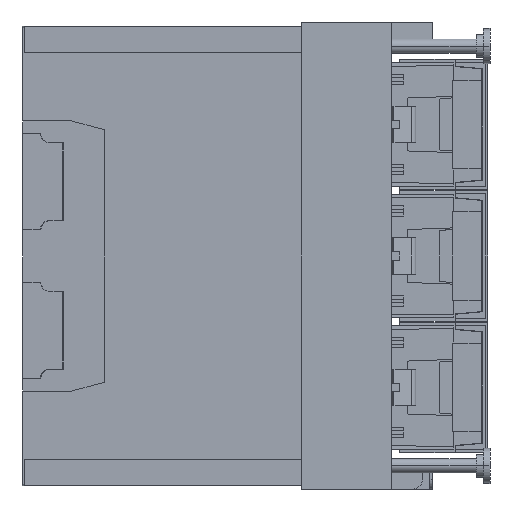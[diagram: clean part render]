
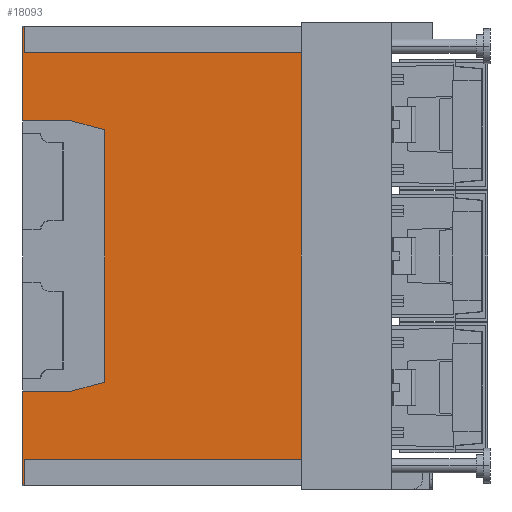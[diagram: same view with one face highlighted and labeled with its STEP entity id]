
A CAD part, left-side view. The second image highlights one B-rep face of the part: STEP entity #18093.
In plain terms, the highlighted face is planar.
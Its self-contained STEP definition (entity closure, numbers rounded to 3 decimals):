
#17685=CARTESIAN_POINT('Vertex',(-115.25,129.022,0.4)) ;
#17720=CARTESIAN_POINT('Vertex',(-129.25,129.022,0.4)) ;
#17723=CARTESIAN_POINT('Line Origine',(-122.25,129.022,0.4)) ;
#17749=CARTESIAN_POINT('Vertex',(-115.25,-32.1,0.4)) ;
#17757=CARTESIAN_POINT('Line Origine',(-115.25,48.461,0.4)) ;
#17992=CARTESIAN_POINT('Axis2P3D Location',(0.,128.9,0.4)) ;
#17997=CARTESIAN_POINT('Line Origine',(-76.5,42.4,0.4)) ;
#18001=CARTESIAN_POINT('Vertex',(-76.5,102.05,0.4)) ;
#18003=CARTESIAN_POINT('Vertex',(-76.5,129.9,0.4)) ;
#18007=CARTESIAN_POINT('Control Point',(-76.5,102.05,0.4)) ;
#18008=CARTESIAN_POINT('Control Point',(-71.503,83.4,0.4)) ;
#18009=CARTESIAN_POINT('Vertex',(-71.503,83.4,0.4)) ;
#18012=CARTESIAN_POINT('Line Origine',(0.,83.4,0.4)) ;
#18016=CARTESIAN_POINT('Vertex',(71.503,83.4,0.4)) ;
#18020=CARTESIAN_POINT('Control Point',(76.5,102.05,0.4)) ;
#18021=CARTESIAN_POINT('Control Point',(71.503,83.4,0.4)) ;
#18022=CARTESIAN_POINT('Vertex',(76.5,102.05,0.4)) ;
#18025=CARTESIAN_POINT('Line Origine',(76.5,42.4,0.4)) ;
#18029=CARTESIAN_POINT('Vertex',(76.5,129.9,0.4)) ;
#18032=CARTESIAN_POINT('Line Origine',(0.,129.9,0.4)) ;
#18036=CARTESIAN_POINT('Vertex',(129.25,129.9,0.4)) ;
#18039=CARTESIAN_POINT('Line Origine',(129.25,42.4,0.4)) ;
#18043=CARTESIAN_POINT('Vertex',(129.25,129.022,0.4)) ;
#18046=CARTESIAN_POINT('Line Origine',(0.,129.022,0.4)) ;
#18050=CARTESIAN_POINT('Vertex',(115.25,129.022,0.4)) ;
#18053=CARTESIAN_POINT('Line Origine',(115.25,42.4,0.4)) ;
#18057=CARTESIAN_POINT('Vertex',(115.25,-32.1,0.4)) ;
#18060=CARTESIAN_POINT('Line Origine',(0.,-32.1,0.4)) ;
#18065=CARTESIAN_POINT('Line Origine',(-129.25,42.4,0.4)) ;
#18069=CARTESIAN_POINT('Vertex',(-129.25,129.9,0.4)) ;
#18072=CARTESIAN_POINT('Line Origine',(0.,129.9,0.4)) ;
#17725=VECTOR('Line Direction',#17724,1.) ;
#17759=VECTOR('Line Direction',#17758,1.) ;
#17999=VECTOR('Line Direction',#17998,1.) ;
#18014=VECTOR('Line Direction',#18013,1.) ;
#18027=VECTOR('Line Direction',#18026,1.) ;
#18034=VECTOR('Line Direction',#18033,1.) ;
#18041=VECTOR('Line Direction',#18040,1.) ;
#18048=VECTOR('Line Direction',#18047,1.) ;
#18055=VECTOR('Line Direction',#18054,1.) ;
#18062=VECTOR('Line Direction',#18061,1.) ;
#18067=VECTOR('Line Direction',#18066,1.) ;
#18074=VECTOR('Line Direction',#18073,1.) ;
#17724=DIRECTION('Vector Direction',(-1.,0.,0.)) ;
#17758=DIRECTION('Vector Direction',(0.,1.,0.)) ;
#17993=DIRECTION('Axis2P3D Direction',(-0.,0.,1.)) ;
#17994=DIRECTION('Axis2P3D XDirection',(0.,-1.,0.)) ;
#17998=DIRECTION('Vector Direction',(0.,-1.,0.)) ;
#18013=DIRECTION('Vector Direction',(1.,0.,0.)) ;
#18026=DIRECTION('Vector Direction',(0.,-1.,0.)) ;
#18033=DIRECTION('Vector Direction',(1.,0.,0.)) ;
#18040=DIRECTION('Vector Direction',(0.,-1.,0.)) ;
#18047=DIRECTION('Vector Direction',(1.,0.,0.)) ;
#18054=DIRECTION('Vector Direction',(0.,-1.,0.)) ;
#18061=DIRECTION('Vector Direction',(1.,0.,0.)) ;
#18066=DIRECTION('Vector Direction',(0.,-1.,0.)) ;
#18073=DIRECTION('Vector Direction',(1.,0.,0.)) ;
#17995=AXIS2_PLACEMENT_3D('Plane Axis2P3D',#17992,#17993,#17994) ;
#17726=LINE('Line',#17723,#17725) ;
#17760=LINE('Line',#17757,#17759) ;
#18000=LINE('Line',#17997,#17999) ;
#18015=LINE('Line',#18012,#18014) ;
#18028=LINE('Line',#18025,#18027) ;
#18035=LINE('Line',#18032,#18034) ;
#18042=LINE('Line',#18039,#18041) ;
#18049=LINE('Line',#18046,#18048) ;
#18056=LINE('Line',#18053,#18055) ;
#18063=LINE('Line',#18060,#18062) ;
#18068=LINE('Line',#18065,#18067) ;
#18075=LINE('Line',#18072,#18074) ;
#17996=PLANE('',#17995) ;
#17727=EDGE_CURVE('',#17686,#17721,#17726,.T.) ;
#17761=EDGE_CURVE('',#17750,#17686,#17760,.T.) ;
#18005=EDGE_CURVE('',#18002,#18004,#18000,.F.) ;
#18011=EDGE_CURVE('',#18010,#18002,#18006,.F.) ;
#18018=EDGE_CURVE('',#18017,#18010,#18015,.F.) ;
#18024=EDGE_CURVE('',#18023,#18017,#18019,.T.) ;
#18031=EDGE_CURVE('',#18030,#18023,#18028,.T.) ;
#18038=EDGE_CURVE('',#18037,#18030,#18035,.F.) ;
#18045=EDGE_CURVE('',#18044,#18037,#18042,.F.) ;
#18052=EDGE_CURVE('',#18044,#18051,#18049,.F.) ;
#18059=EDGE_CURVE('',#18051,#18058,#18056,.T.) ;
#18064=EDGE_CURVE('',#17750,#18058,#18063,.T.) ;
#18071=EDGE_CURVE('',#18070,#17721,#18068,.T.) ;
#18076=EDGE_CURVE('',#18004,#18070,#18075,.F.) ;
#18078=ORIENTED_EDGE('',*,*,#18005,.F.) ;
#18079=ORIENTED_EDGE('',*,*,#18011,.F.) ;
#18080=ORIENTED_EDGE('',*,*,#18018,.F.) ;
#18081=ORIENTED_EDGE('',*,*,#18024,.F.) ;
#18082=ORIENTED_EDGE('',*,*,#18031,.F.) ;
#18083=ORIENTED_EDGE('',*,*,#18038,.F.) ;
#18084=ORIENTED_EDGE('',*,*,#18045,.F.) ;
#18085=ORIENTED_EDGE('',*,*,#18052,.T.) ;
#18086=ORIENTED_EDGE('',*,*,#18059,.T.) ;
#18087=ORIENTED_EDGE('',*,*,#18064,.F.) ;
#18088=ORIENTED_EDGE('',*,*,#17761,.T.) ;
#18089=ORIENTED_EDGE('',*,*,#17727,.T.) ;
#18090=ORIENTED_EDGE('',*,*,#18071,.F.) ;
#18091=ORIENTED_EDGE('',*,*,#18076,.F.) ;
#18077=EDGE_LOOP('',(#18078,#18079,#18080,#18081,#18082,#18083,#18084,#18085,#18086,#18087,#18088,#18089,#18090,#18091)) ;
#17686=VERTEX_POINT('',#17685) ;
#17721=VERTEX_POINT('',#17720) ;
#17750=VERTEX_POINT('',#17749) ;
#18002=VERTEX_POINT('',#18001) ;
#18004=VERTEX_POINT('',#18003) ;
#18010=VERTEX_POINT('',#18009) ;
#18017=VERTEX_POINT('',#18016) ;
#18023=VERTEX_POINT('',#18022) ;
#18030=VERTEX_POINT('',#18029) ;
#18037=VERTEX_POINT('',#18036) ;
#18044=VERTEX_POINT('',#18043) ;
#18051=VERTEX_POINT('',#18050) ;
#18058=VERTEX_POINT('',#18057) ;
#18070=VERTEX_POINT('',#18069) ;
#18093=ADVANCED_FACE('Corps principal',(#18092),#17996,.F.) ;
#18006=B_SPLINE_CURVE_WITH_KNOTS('',1,(#18007,#18008),.UNSPECIFIED.,.F.,.U.,(2,2),(-9.654,9.654),.UNSPECIFIED.) ;
#18019=B_SPLINE_CURVE_WITH_KNOTS('',1,(#18020,#18021),.UNSPECIFIED.,.F.,.U.,(2,2),(-9.654,9.654),.UNSPECIFIED.) ;
#18092=FACE_OUTER_BOUND('',#18077,.T.) ;
